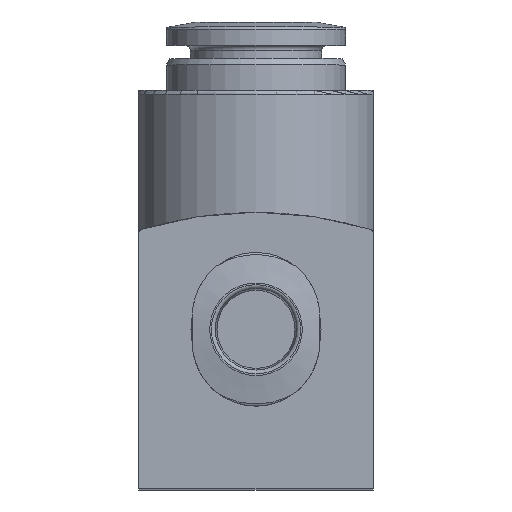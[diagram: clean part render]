
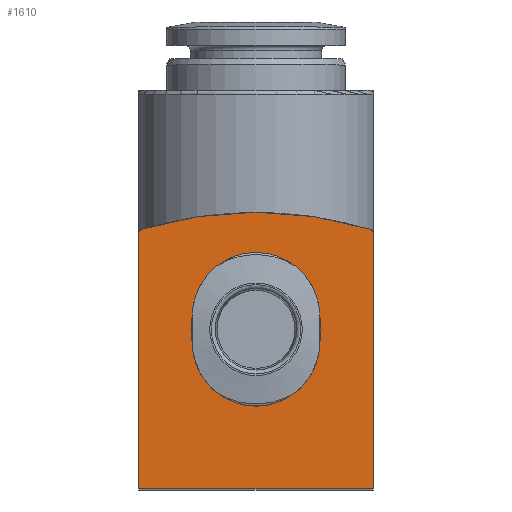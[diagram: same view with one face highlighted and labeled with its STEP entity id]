
A CAD part, top view. The second image highlights one B-rep face of the part: STEP entity #1610.
In plain terms, the highlighted planar face has unit normal (0, 0, 1).
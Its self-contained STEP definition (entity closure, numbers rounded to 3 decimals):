
#64=CIRCLE('',#1692,0.3);
#66=CIRCLE('',#1696,0.3);
#68=CIRCLE('',#1700,30.);
#70=CIRCLE('',#1705,5.);
#237=ORIENTED_EDGE('',*,*,#500,.T.);
#238=ORIENTED_EDGE('',*,*,#479,.T.);
#239=ORIENTED_EDGE('',*,*,#444,.T.);
#240=ORIENTED_EDGE('',*,*,#495,.T.);
#241=ORIENTED_EDGE('',*,*,#456,.T.);
#242=ORIENTED_EDGE('',*,*,#486,.T.);
#243=ORIENTED_EDGE('',*,*,#493,.T.);
#444=EDGE_CURVE('',#587,#586,#693,.T.);
#456=EDGE_CURVE('',#599,#598,#705,.T.);
#479=EDGE_CURVE('',#616,#587,#64,.T.);
#486=EDGE_CURVE('',#598,#620,#66,.T.);
#493=EDGE_CURVE('',#620,#616,#68,.T.);
#495=EDGE_CURVE('',#586,#599,#723,.T.);
#500=EDGE_CURVE('',#627,#627,#70,.F.);
#586=VERTEX_POINT('',#2186);
#587=VERTEX_POINT('',#2188);
#598=VERTEX_POINT('',#2211);
#599=VERTEX_POINT('',#2213);
#616=VERTEX_POINT('',#2277);
#620=VERTEX_POINT('',#2295);
#627=VERTEX_POINT('',#2349);
#693=LINE('',#2187,#755);
#705=LINE('',#2212,#767);
#723=LINE('',#2327,#785);
#755=VECTOR('',#1827,1000.);
#767=VECTOR('',#1841,1000.);
#785=VECTOR('',#1905,1000.);
#822=EDGE_LOOP('',(#237));
#823=EDGE_LOOP('',(#238,#239,#240,#241,#242,#243));
#940=FACE_BOUND('',#822,.T.);
#941=FACE_BOUND('',#823,.T.);
#1044=PLANE('',#1704);
#1610=ADVANCED_FACE('',(#940,#941),#1044,.T.);
#1692=AXIS2_PLACEMENT_3D('',#2276,#1880,#1881);
#1696=AXIS2_PLACEMENT_3D('',#2296,#1891,#1892);
#1700=AXIS2_PLACEMENT_3D('',#2324,#1900,#1901);
#1704=AXIS2_PLACEMENT_3D('',#2347,#1910,#1911);
#1705=AXIS2_PLACEMENT_3D('',#2348,#1912,#1913);
#1827=DIRECTION('',(0.,-1.,0.));
#1841=DIRECTION('',(0.,1.,0.));
#1880=DIRECTION('',(0.,0.,1.));
#1881=DIRECTION('',(1.,0.,0.));
#1891=DIRECTION('',(0.,0.,1.));
#1892=DIRECTION('',(1.,0.,0.));
#1900=DIRECTION('',(0.,0.,1.));
#1901=DIRECTION('',(1.,0.,0.));
#1905=DIRECTION('',(1.,0.,0.));
#1910=DIRECTION('',(0.,0.,1.));
#1911=DIRECTION('',(1.,0.,0.));
#1912=DIRECTION('',(0.,0.,1.));
#1913=DIRECTION('',(1.,0.,0.));
#2186=CARTESIAN_POINT('',(-9.,0.,25.6));
#2187=CARTESIAN_POINT('',(-9.,19.647,25.6));
#2188=CARTESIAN_POINT('',(-9.,19.647,25.6));
#2211=CARTESIAN_POINT('',(9.,19.647,25.6));
#2212=CARTESIAN_POINT('',(9.,0.,25.6));
#2213=CARTESIAN_POINT('',(9.,0.,25.6));
#2276=CARTESIAN_POINT('',(-8.7,19.647,25.6));
#2277=CARTESIAN_POINT('',(-8.788,19.934,25.6));
#2295=CARTESIAN_POINT('',(8.788,19.934,25.6));
#2296=CARTESIAN_POINT('',(8.7,19.647,25.6));
#2324=CARTESIAN_POINT('',(0.,-8.75,25.6));
#2327=CARTESIAN_POINT('',(-9.,0.,25.6));
#2347=CARTESIAN_POINT('',(-8.7,19.647,25.6));
#2348=CARTESIAN_POINT('',(0.,12.25,25.6));
#2349=CARTESIAN_POINT('',(5.,12.25,25.6));
